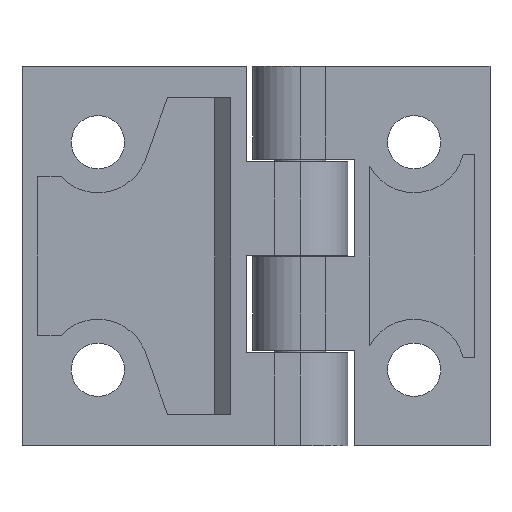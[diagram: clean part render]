
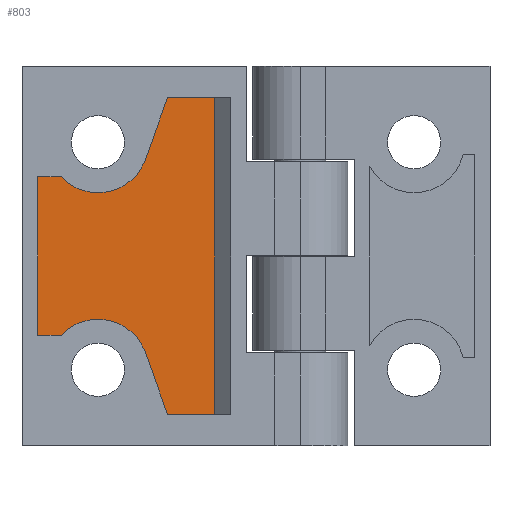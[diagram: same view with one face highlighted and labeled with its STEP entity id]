
A CAD part, front view. The second image highlights one B-rep face of the part: STEP entity #803.
In plain terms, the highlighted planar face has unit normal (0, -1, 0).
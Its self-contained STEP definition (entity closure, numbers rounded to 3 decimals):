
#7 = DIRECTION ( 'NONE',  ( 1., 0., 0. ) ) ;
#19 = VERTEX_POINT ( 'NONE', #1725 ) ;
#33 = ORIENTED_EDGE ( 'NONE', *, *, #598, .T. ) ;
#80 = DIRECTION ( 'NONE',  ( 0., 1., 0. ) ) ;
#98 = CARTESIAN_POINT ( 'NONE',  ( -12., 4., -18. ) ) ;
#191 = CARTESIAN_POINT ( 'NONE',  ( -2.5, 4., 12.5 ) ) ;
#320 = DIRECTION ( 'NONE',  ( -0.337, 0., 0.942 ) ) ;
#348 = CARTESIAN_POINT ( 'NONE',  ( -19.533, 4., 15.306 ) ) ;
#351 = EDGE_CURVE ( 'NONE', #661, #2712, #1066, .T. ) ;
#396 = CIRCLE ( 'NONE', #2176, 8. ) ;
#398 = EDGE_CURVE ( 'NONE', #1420, #2866, #3059, .T. ) ;
#424 = EDGE_CURVE ( 'NONE', #2712, #2100, #3423, .T. ) ;
#432 = EDGE_CURVE ( 'NONE', #1928, #2233, #476, .T. ) ;
#476 = LINE ( 'NONE', #3244, #1170 ) ;
#553 = CARTESIAN_POINT ( 'NONE',  ( -6.191, 4., 12.5 ) ) ;
#598 = EDGE_CURVE ( 'NONE', #2866, #1238, #1496, .T. ) ;
#608 = VECTOR ( 'NONE', #2591, 1000. ) ;
#609 = VECTOR ( 'NONE', #2650, 1000. ) ;
#661 = VERTEX_POINT ( 'NONE', #2523 ) ;
#689 = ORIENTED_EDGE ( 'NONE', *, *, #2950, .T. ) ;
#721 = EDGE_CURVE ( 'NONE', #1238, #1928, #1015, .T. ) ;
#741 = LINE ( 'NONE', #963, #2209 ) ;
#803 = ADVANCED_FACE ( 'NONE', ( #2853 ), #2175, .F. ) ;
#847 = DIRECTION ( 'NONE',  ( 0.337, 0., 0.942 ) ) ;
#867 = DIRECTION ( 'NONE',  ( -1., 0., 0. ) ) ;
#904 = DIRECTION ( 'NONE',  ( 0., 0., -1. ) ) ;
#960 = CARTESIAN_POINT ( 'NONE',  ( -30.5, 4., -25. ) ) ;
#963 = CARTESIAN_POINT ( 'NONE',  ( -19.533, 4., -15.306 ) ) ;
#1015 = LINE ( 'NONE', #2393, #2739 ) ;
#1066 = LINE ( 'NONE', #348, #2527 ) ;
#1110 = CARTESIAN_POINT ( 'NONE',  ( -12., 4., 18. ) ) ;
#1128 = CARTESIAN_POINT ( 'NONE',  ( -19.533, 4., -15.306 ) ) ;
#1170 = VECTOR ( 'NONE', #3253, 1000. ) ;
#1189 = ORIENTED_EDGE ( 'NONE', *, *, #398, .T. ) ;
#1238 = VERTEX_POINT ( 'NONE', #1410 ) ;
#1259 = VECTOR ( 'NONE', #867, 1000. ) ;
#1265 = CARTESIAN_POINT ( 'NONE',  ( -6.191, 4., -12.5 ) ) ;
#1393 = CARTESIAN_POINT ( 'NONE',  ( -23., 4., 25. ) ) ;
#1394 = LINE ( 'NONE', #2638, #608 ) ;
#1410 = CARTESIAN_POINT ( 'NONE',  ( -2.5, 4., -12.5 ) ) ;
#1420 = VERTEX_POINT ( 'NONE', #1128 ) ;
#1496 = LINE ( 'NONE', #2595, #609 ) ;
#1541 = VECTOR ( 'NONE', #904, 1000. ) ;
#1615 = AXIS2_PLACEMENT_3D ( 'NONE', #98, #80, #7 ) ;
#1640 = LINE ( 'NONE', #960, #1541 ) ;
#1725 = CARTESIAN_POINT ( 'NONE',  ( -30.5, 4., -25. ) ) ;
#1757 = ORIENTED_EDGE ( 'NONE', *, *, #432, .T. ) ;
#1796 = AXIS2_PLACEMENT_3D ( 'NONE', #2213, #2164, #2159 ) ;
#1928 = VERTEX_POINT ( 'NONE', #191 ) ;
#2100 = VERTEX_POINT ( 'NONE', #3130 ) ;
#2105 = VERTEX_POINT ( 'NONE', #3447 ) ;
#2159 = DIRECTION ( 'NONE',  ( -1., 0., 0. ) ) ;
#2164 = DIRECTION ( 'NONE',  ( 0., 1., 0. ) ) ;
#2175 = PLANE ( 'NONE',  #1796 ) ;
#2176 = AXIS2_PLACEMENT_3D ( 'NONE', #1110, #3495, #3488 ) ;
#2209 = VECTOR ( 'NONE', #847, 1000. ) ;
#2213 = CARTESIAN_POINT ( 'NONE',  ( -12., 4., 18. ) ) ;
#2220 = ORIENTED_EDGE ( 'NONE', *, *, #351, .T. ) ;
#2233 = VERTEX_POINT ( 'NONE', #553 ) ;
#2385 = DIRECTION ( 'NONE',  ( 0., 0., 1. ) ) ;
#2393 = CARTESIAN_POINT ( 'NONE',  ( -2.5, 4., -12.5 ) ) ;
#2426 = EDGE_CURVE ( 'NONE', #19, #2105, #1394, .T. ) ;
#2471 = EDGE_LOOP ( 'NONE', ( #2668, #689, #3041, #3191, #1189, #33, #3237, #1757, #3349, #2220 ) ) ;
#2523 = CARTESIAN_POINT ( 'NONE',  ( -19.533, 4., 15.306 ) ) ;
#2527 = VECTOR ( 'NONE', #320, 1000. ) ;
#2591 = DIRECTION ( 'NONE',  ( 1., 0., 0. ) ) ;
#2595 = CARTESIAN_POINT ( 'NONE',  ( -2.5, 4., -12.5 ) ) ;
#2638 = CARTESIAN_POINT ( 'NONE',  ( -23., 4., -25. ) ) ;
#2650 = DIRECTION ( 'NONE',  ( 1., 0., 0. ) ) ;
#2668 = ORIENTED_EDGE ( 'NONE', *, *, #424, .T. ) ;
#2712 = VERTEX_POINT ( 'NONE', #1393 ) ;
#2739 = VECTOR ( 'NONE', #2385, 1000. ) ;
#2853 = FACE_OUTER_BOUND ( 'NONE', #2471, .T. ) ;
#2866 = VERTEX_POINT ( 'NONE', #1265 ) ;
#2950 = EDGE_CURVE ( 'NONE', #2100, #19, #1640, .T. ) ;
#2972 = EDGE_CURVE ( 'NONE', #2105, #1420, #741, .T. ) ;
#3041 = ORIENTED_EDGE ( 'NONE', *, *, #2426, .T. ) ;
#3059 = CIRCLE ( 'NONE', #1615, 8. ) ;
#3130 = CARTESIAN_POINT ( 'NONE',  ( -30.5, 4., 25. ) ) ;
#3165 = EDGE_CURVE ( 'NONE', #2233, #661, #396, .T. ) ;
#3191 = ORIENTED_EDGE ( 'NONE', *, *, #2972, .T. ) ;
#3237 = ORIENTED_EDGE ( 'NONE', *, *, #721, .T. ) ;
#3244 = CARTESIAN_POINT ( 'NONE',  ( -2.5, 4., 12.5 ) ) ;
#3253 = DIRECTION ( 'NONE',  ( -1., 0., 0. ) ) ;
#3316 = CARTESIAN_POINT ( 'NONE',  ( -33., 4., 25. ) ) ;
#3349 = ORIENTED_EDGE ( 'NONE', *, *, #3165, .T. ) ;
#3423 = LINE ( 'NONE', #3316, #1259 ) ;
#3447 = CARTESIAN_POINT ( 'NONE',  ( -23., 4., -25. ) ) ;
#3488 = DIRECTION ( 'NONE',  ( -1., 0., 0. ) ) ;
#3495 = DIRECTION ( 'NONE',  ( 0., 1., 0. ) ) ;
